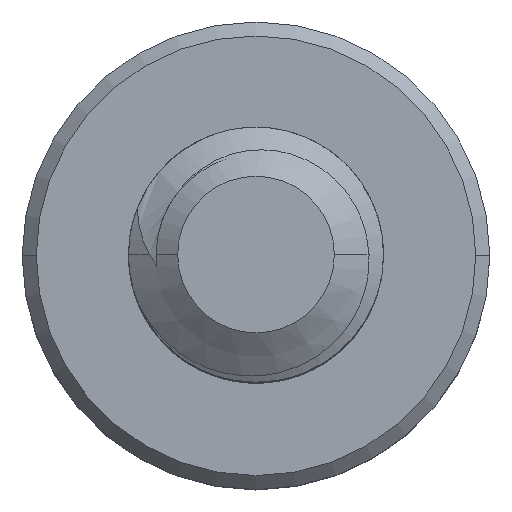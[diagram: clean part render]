
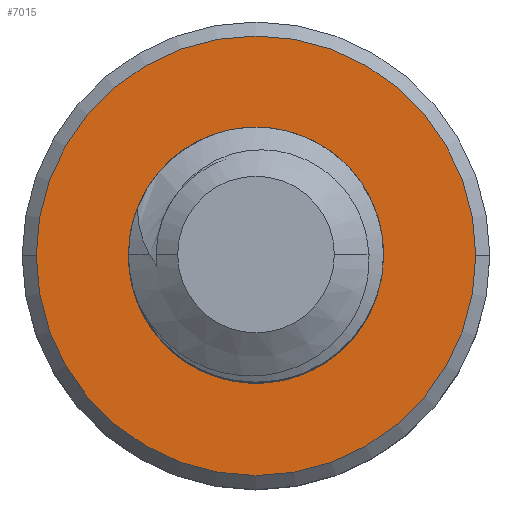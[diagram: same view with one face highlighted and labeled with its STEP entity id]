
A CAD part, top view. The second image highlights one B-rep face of the part: STEP entity #7015.
In plain terms, the highlighted planar face has unit normal (0, 0, 1).
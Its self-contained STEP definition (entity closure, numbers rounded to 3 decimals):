
#185 = VERTEX_POINT ( 'NONE', #4237 ) ;
#383 = AXIS2_PLACEMENT_3D ( 'NONE', #549, #6044, #1151 ) ;
#499 = CARTESIAN_POINT ( 'NONE',  ( 0., 0., -8. ) ) ;
#549 = CARTESIAN_POINT ( 'NONE',  ( 0., 0., -8. ) ) ;
#800 = EDGE_CURVE ( 'NONE', #6031, #1071, #1057, .T. ) ;
#867 = CIRCLE ( 'NONE', #2790, 2.585 ) ;
#988 = AXIS2_PLACEMENT_3D ( 'NONE', #3895, #2114, #4862 ) ;
#1057 = CIRCLE ( 'NONE', #383, 2.585 ) ;
#1071 = VERTEX_POINT ( 'NONE', #3523 ) ;
#1151 = DIRECTION ( 'NONE',  ( -1., 0., 0. ) ) ;
#1288 = ORIENTED_EDGE ( 'NONE', *, *, #6796, .F. ) ;
#1494 = DIRECTION ( 'NONE',  ( 0., 0., 1. ) ) ;
#1559 = AXIS2_PLACEMENT_3D ( 'NONE', #3588, #2582, #6894 ) ;
#1651 = FACE_BOUND ( 'NONE', #5247, .T. ) ;
#1674 = VERTEX_POINT ( 'NONE', #5591 ) ;
#1712 = EDGE_LOOP ( 'NONE', ( #4562, #4929 ) ) ;
#1719 = FACE_OUTER_BOUND ( 'NONE', #1712, .T. ) ;
#2114 = DIRECTION ( 'NONE',  ( 0., 0., -1. ) ) ;
#2582 = DIRECTION ( 'NONE',  ( 0., 0., 1. ) ) ;
#2790 = AXIS2_PLACEMENT_3D ( 'NONE', #7004, #1494, #4873 ) ;
#3041 = CIRCLE ( 'NONE', #1559, 1.5 ) ;
#3523 = CARTESIAN_POINT ( 'NONE',  ( -2.585, 0., -8. ) ) ;
#3588 = CARTESIAN_POINT ( 'NONE',  ( 0., 0., -8. ) ) ;
#3895 = CARTESIAN_POINT ( 'NONE',  ( 0., 0., -8. ) ) ;
#4237 = CARTESIAN_POINT ( 'NONE',  ( 1.5, 0., -8. ) ) ;
#4429 = PLANE ( 'NONE',  #988 ) ;
#4562 = ORIENTED_EDGE ( 'NONE', *, *, #5449, .T. ) ;
#4862 = DIRECTION ( 'NONE',  ( 0., -1., 0. ) ) ;
#4873 = DIRECTION ( 'NONE',  ( -1., 0., 0. ) ) ;
#4929 = ORIENTED_EDGE ( 'NONE', *, *, #800, .T. ) ;
#5247 = EDGE_LOOP ( 'NONE', ( #5723, #1288 ) ) ;
#5280 = CARTESIAN_POINT ( 'NONE',  ( 2.585, 0., -8. ) ) ;
#5326 = EDGE_CURVE ( 'NONE', #185, #1674, #6660, .T. ) ;
#5449 = EDGE_CURVE ( 'NONE', #1071, #6031, #867, .T. ) ;
#5457 = DIRECTION ( 'NONE',  ( 1., 0., 0. ) ) ;
#5591 = CARTESIAN_POINT ( 'NONE',  ( -1.5, 0., -8. ) ) ;
#5651 = AXIS2_PLACEMENT_3D ( 'NONE', #499, #6420, #5457 ) ;
#5723 = ORIENTED_EDGE ( 'NONE', *, *, #5326, .F. ) ;
#6031 = VERTEX_POINT ( 'NONE', #5280 ) ;
#6044 = DIRECTION ( 'NONE',  ( 0., 0., 1. ) ) ;
#6420 = DIRECTION ( 'NONE',  ( 0., 0., 1. ) ) ;
#6660 = CIRCLE ( 'NONE', #5651, 1.5 ) ;
#6796 = EDGE_CURVE ( 'NONE', #1674, #185, #3041, .T. ) ;
#6894 = DIRECTION ( 'NONE',  ( 1., 0., 0. ) ) ;
#7004 = CARTESIAN_POINT ( 'NONE',  ( 0., 0., -8. ) ) ;
#7015 = ADVANCED_FACE ( 'NONE', ( #1651, #1719 ), #4429, .F. ) ;
